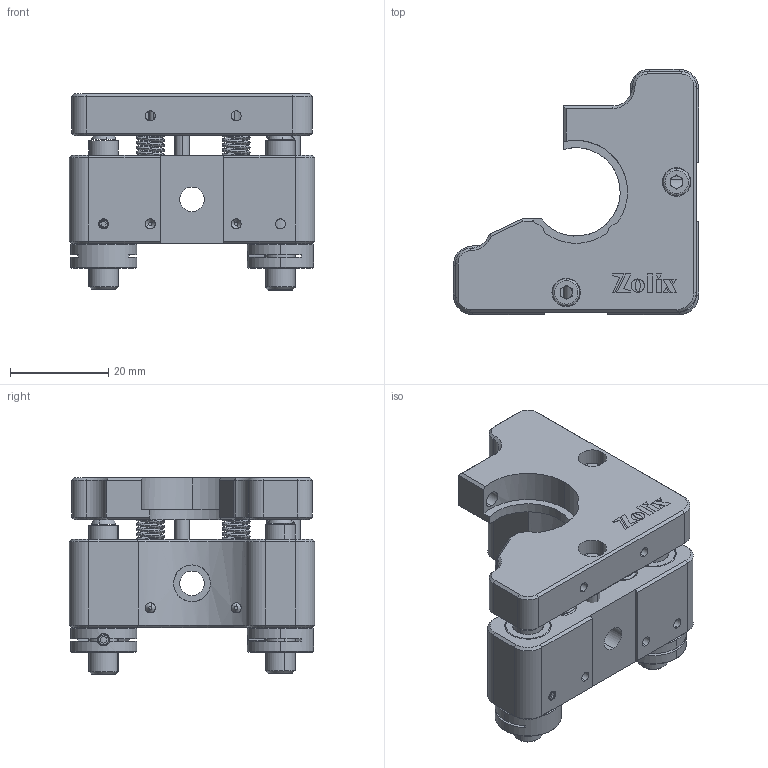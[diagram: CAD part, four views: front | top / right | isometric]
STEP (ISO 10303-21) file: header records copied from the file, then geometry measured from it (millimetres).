
FILE_DESCRIPTION (( 'STEP AP203' ), '1' );
FILE_NAME ('OMUS20-B-0.STEP', '2018-12-07T08:30:59', ( '' ), ( '' ), 'SwSTEP 2.0', 'SolidWorks 2016', '' );
FILE_SCHEMA (( 'CONFIG_CONTROL_DESIGN' ));
Length unit declared in the file: millimetre
Products named in the file (1): OMUS20-B-0
Bounding box: 50 x 50 x 40 mm (x, y, z)
Surface area: 20548.3 mm2 (no closed solid volume)
Topology: 0 solids, 43 shells, 431 faces, 1403 edges, 992 vertices
Faces by surface type: plane 170, cylinder 148, cone 95, bspline 8, sphere 6, torus 4
Entity records: 39424 total; most frequent: CARTESIAN_POINT 27065, DIRECTION 2569, ORIENTED_EDGE 2288, EDGE_CURVE 1399, VERTEX_POINT 992, LINE 869, VECTOR 869, AXIS2_PLACEMENT_3D 850
